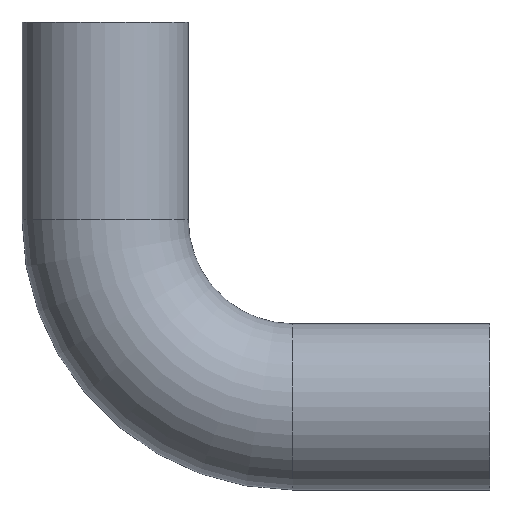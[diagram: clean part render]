
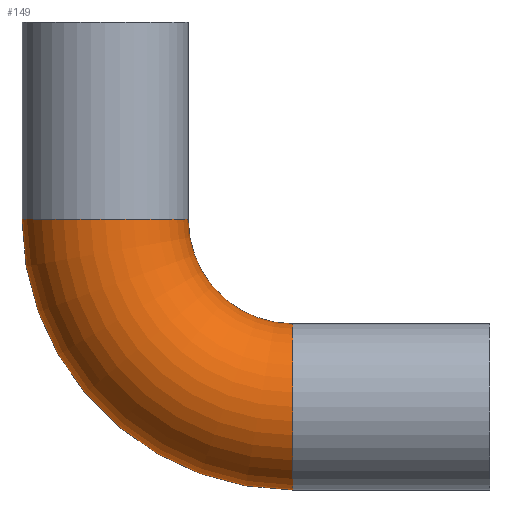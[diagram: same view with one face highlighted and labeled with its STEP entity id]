
A CAD part, front view. The second image highlights one B-rep face of the part: STEP entity #149.
In plain terms, the highlighted toroidal (fillet/blend) face has major radius 38 mm and minor radius 16.85 mm.
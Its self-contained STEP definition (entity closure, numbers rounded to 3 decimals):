
#12 = DIRECTION ( 'NONE',  ( 0., 1., 0. ) ) ;
#15 = DIRECTION ( 'NONE',  ( 1., 0., 0. ) ) ;
#28 = EDGE_CURVE ( 'NONE', #320, #379, #140, .T. ) ;
#52 = CARTESIAN_POINT ( 'NONE',  ( 0., 0., -54.85 ) ) ;
#55 = ORIENTED_EDGE ( 'NONE', *, *, #382, .F. ) ;
#61 = TOROIDAL_SURFACE ( 'NONE', #104, 38., 16.85 ) ;
#68 = EDGE_LOOP ( 'NONE', ( #55, #421, #427, #116 ) ) ;
#75 = DIRECTION ( 'NONE',  ( 0., 0., 1. ) ) ;
#80 = DIRECTION ( 'NONE',  ( 0., 0., 1. ) ) ;
#82 = DIRECTION ( 'NONE',  ( 0., 0., 1. ) ) ;
#104 = AXIS2_PLACEMENT_3D ( 'NONE', #107, #351, #275 ) ;
#107 = CARTESIAN_POINT ( 'NONE',  ( 0., 0., 0. ) ) ;
#116 = ORIENTED_EDGE ( 'NONE', *, *, #391, .F. ) ;
#140 = CIRCLE ( 'NONE', #384, 21.15 ) ;
#149 = ADVANCED_FACE ( 'NONE', ( #383 ), #61, .T. ) ;
#151 = AXIS2_PLACEMENT_3D ( 'NONE', #253, #330, #75 ) ;
#195 = CIRCLE ( 'NONE', #422, 16.85 ) ;
#224 = CARTESIAN_POINT ( 'NONE',  ( 0., 0., -21.15 ) ) ;
#241 = AXIS2_PLACEMENT_3D ( 'NONE', #257, #80, #15 ) ;
#253 = CARTESIAN_POINT ( 'NONE',  ( 0., 0., 0. ) ) ;
#257 = CARTESIAN_POINT ( 'NONE',  ( -38., 0., 0. ) ) ;
#275 = DIRECTION ( 'NONE',  ( 0., 0., 1. ) ) ;
#286 = CARTESIAN_POINT ( 'NONE',  ( 0., 0., -38. ) ) ;
#301 = CARTESIAN_POINT ( 'NONE',  ( 0., 0., 0. ) ) ;
#320 = VERTEX_POINT ( 'NONE', #224 ) ;
#322 = CIRCLE ( 'NONE', #151, 54.85 ) ;
#330 = DIRECTION ( 'NONE',  ( 0., 1., 0. ) ) ;
#332 = DIRECTION ( 'NONE',  ( -1., 0., 0. ) ) ;
#351 = DIRECTION ( 'NONE',  ( 0., 1., 0. ) ) ;
#352 = VERTEX_POINT ( 'NONE', #52 ) ;
#360 = EDGE_CURVE ( 'NONE', #352, #320, #195, .T. ) ;
#361 = CARTESIAN_POINT ( 'NONE',  ( -54.85, 0., 0. ) ) ;
#368 = CARTESIAN_POINT ( 'NONE',  ( -21.15, 0., 0. ) ) ;
#375 = DIRECTION ( 'NONE',  ( 0., 0., 1. ) ) ;
#379 = VERTEX_POINT ( 'NONE', #368 ) ;
#382 = EDGE_CURVE ( 'NONE', #352, #392, #322, .T. ) ;
#383 = FACE_OUTER_BOUND ( 'NONE', #68, .T. ) ;
#384 = AXIS2_PLACEMENT_3D ( 'NONE', #301, #12, #375 ) ;
#391 = EDGE_CURVE ( 'NONE', #392, #379, #403, .T. ) ;
#392 = VERTEX_POINT ( 'NONE', #361 ) ;
#403 = CIRCLE ( 'NONE', #241, 16.85 ) ;
#421 = ORIENTED_EDGE ( 'NONE', *, *, #360, .T. ) ;
#422 = AXIS2_PLACEMENT_3D ( 'NONE', #286, #332, #82 ) ;
#427 = ORIENTED_EDGE ( 'NONE', *, *, #28, .T. ) ;
